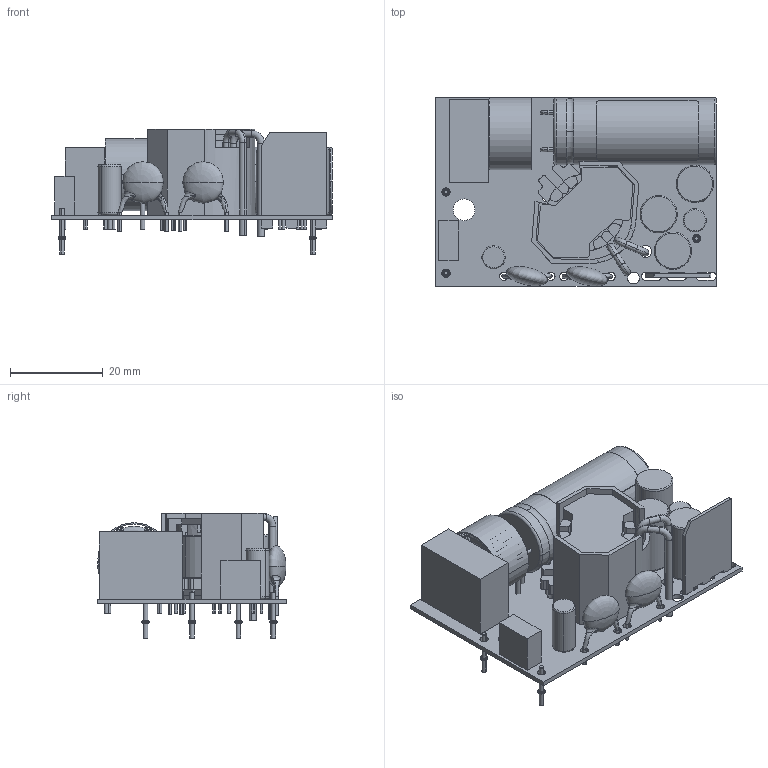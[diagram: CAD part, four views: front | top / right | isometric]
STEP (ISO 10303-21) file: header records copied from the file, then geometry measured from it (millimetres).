
FILE_DESCRIPTION((''),'2;1');
FILE_NAME('EPM30-XXX-BP-ZZZ_ASM','2021-08-12T10:10:02',('FolsomT'),(''),'CREO PARAMETRIC BY PTC INC, 2017380','CREO PARAMETRIC BY PTC INC, 2017380','');
FILE_SCHEMA(('CONFIG_CONTROL_DESIGN'));
Products named in the file (23): T100112325-LF_PCB; T100112325-LF_REV_P2_0911; PF561M016F110P; IHLP1212BZER3R3M11; F1_SS-5AH-1A-BK2H; 229REF022P_5X11; T100112335_PIN_1_10; RM8_BOBIN; RM8_CORE; CASE; FLYING_LEAD; RM8_TRANSFOMER_ASM; 227DW322E-1P; C1_B32912B3224M189; T14X8X7_CORE; T100108853-LF_TAPE; T100108853-LF_WIRE; T100108853-LF_SPACER_FR4; T100108853-LF_INDUCTOR_ASM; HY820M400Y300A; LABEL; T100110826-LF_PCB; EPM30-XXX-BP-ZZZ_ASM
Assembly tree (67 placements, depth 3):
  EPM30-XXX-BP-ZZZ_ASM
    T100112325-LF_PCB
    T100112325-LF_REV_P2_0911
    PF561M016F110P  x2
    IHLP1212BZER3R3M11
    F1_SS-5AH-1A-BK2H
    229REF022P_5X11  x2
    T100112335_PIN_1_10  x4
    RM8_TRANSFOMER_ASM
      RM8_BOBIN
      RM8_CORE  x2
      CASE
      FLYING_LEAD  x2
    227DW322E-1P  x2
    C1_B32912B3224M189
    T100108853-LF_INDUCTOR_ASM
      T14X8X7_CORE
      T100108853-LF_TAPE
      T100108853-LF_WIRE  x38
      T100108853-LF_SPACER_FR4
    HY820M400Y300A
    LABEL
    T100110826-LF_PCB
Bounding box: 60.46 x 40.65 x 26.98 mm (x, y, z)
Volume: 20700.8 mm3; surface area: 23197 mm2
Topology: 67 solids, 67 shells, 1207 faces, 2641 edges, 1524 vertices
Faces by surface type: cylinder 571, torus 350, plane 228, cone 32, bspline 22, revolution 4
Entity records: 17225 total; most frequent: CARTESIAN_POINT 4662, DIRECTION 2819, ORIENTED_EDGE 2296, EDGE_CURVE 1148, AXIS2_PLACEMENT_3D 1123, VERTEX_POINT 744, EDGE_LOOP 576, VECTOR 571
